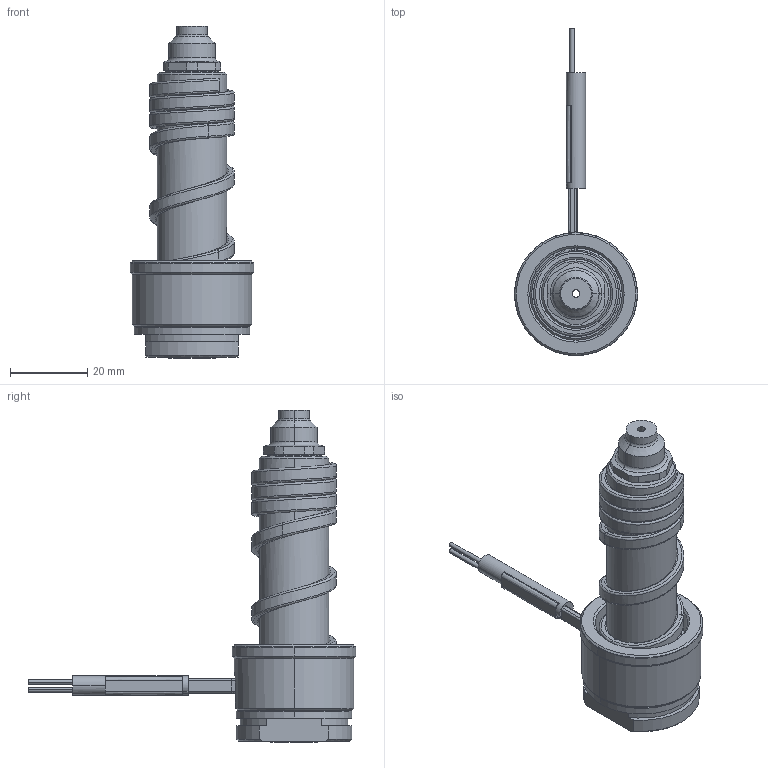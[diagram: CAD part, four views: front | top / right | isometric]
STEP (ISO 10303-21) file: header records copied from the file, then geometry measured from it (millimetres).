
FILE_DESCRIPTION((''),'2;1');
FILE_NAME('SM-86-CKG','2014-03-13T',('Íàòàëüÿ'),('IMID'),'PRO/ENGINEER BY PARAMETRIC TECHNOLOGY CORPORATION, 2010180','PRO/ENGINEER BY PARAMETRIC TECHNOLOGY CORPORATION, 2010180','');
FILE_SCHEMA(('CONFIG_CONTROL_DESIGN'));
Length unit declared in the file: millimetre
Products named in the file (1): SM-86-CKG
Bounding box: 32 x 85 x 86.2 mm (x, y, z)
Volume: 30506.7 mm3; surface area: 16608.8 mm2
Topology: 1 solids, 7 shells, 301 faces, 766 edges, 455 vertices
Faces by surface type: cylinder 102, bspline 58, cone 52, plane 51, torus 22, revolution 9, extrusion 7
Entity records: 15564 total; most frequent: CARTESIAN_POINT 8640, ORIENTED_EDGE 1492, DIRECTION 1349, EDGE_CURVE 758, AXIS2_PLACEMENT_3D 535, VERTEX_POINT 455, EDGE_LOOP 321, CIRCLE 307
